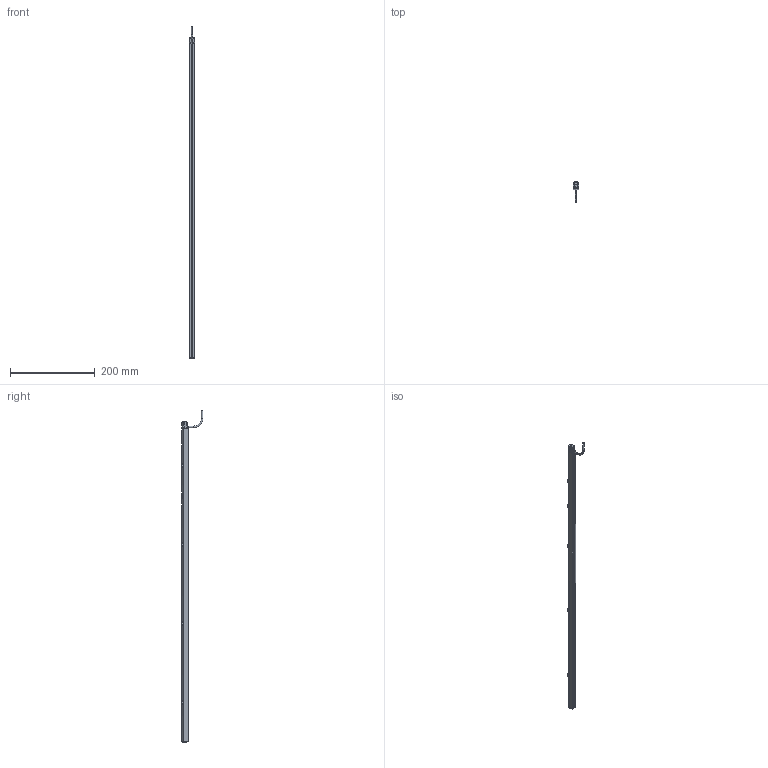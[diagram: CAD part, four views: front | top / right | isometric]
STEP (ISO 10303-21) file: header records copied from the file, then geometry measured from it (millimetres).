
FILE_DESCRIPTION((''),'2;1');
FILE_NAME('229380_SM01_ASM','2022-05-23T14:39:31',('PDMAdmin'),('BANNER ENGINEERING'),'CREO PARAMETRIC BY PTC INC, 2019292','CREO PARAMETRIC BY PTC INC, 2019292','');
FILE_SCHEMA(('CONFIG_CONTROL_DESIGN'));
Products named in the file (3): 229380_EP01; TTR_WEB_CABLE_SNUB; 229380_SM01_ASM
Assembly tree (2 placements, depth 2):
  229380_SM01_ASM
    229380_EP01
    TTR_WEB_CABLE_SNUB
Bounding box: 12 x 51.45 x 783.15 mm (x, y, z)
Volume: 96437.4 mm3; surface area: 68105.1 mm2
Topology: 2 solids, 2 shells, 1019 faces, 2731 edges, 1679 vertices
Faces by surface type: bspline 364, plane 311, cylinder 201, cone 71, sphere 22, torus 20, revolution 16, extrusion 14
Entity records: 66233 total; most frequent: CARTESIAN_POINT 44387, ORIENTED_EDGE 5426, DIRECTION 3285, EDGE_CURVE 2713, VERTEX_POINT 1679, B_SPLINE_CURVE_WITH_KNOTS 1279, AXIS2_PLACEMENT_3D 1161, EDGE_LOOP 1050
